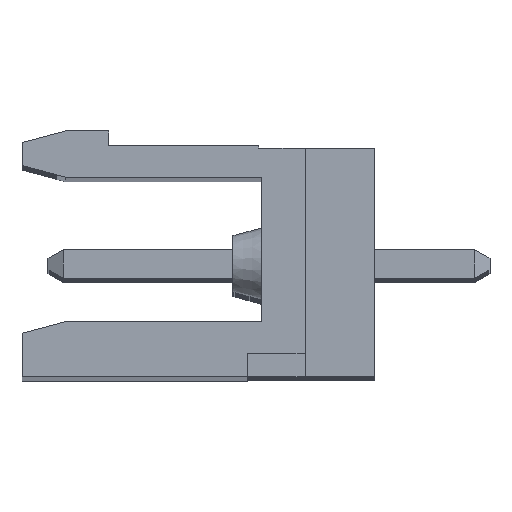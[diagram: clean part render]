
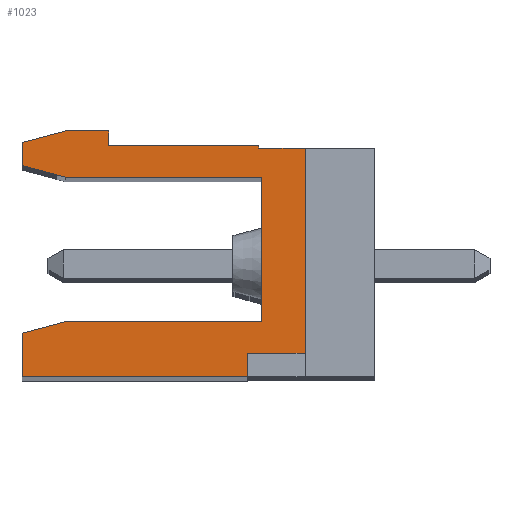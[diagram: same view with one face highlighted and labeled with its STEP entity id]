
A CAD part, top view. The second image highlights one B-rep face of the part: STEP entity #1023.
In plain terms, the highlighted planar face has unit normal (0, 0, 1).
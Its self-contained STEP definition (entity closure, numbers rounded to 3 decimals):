
#1023 = ADVANCED_FACE( '', ( #2621 ), #2622, .F. );
#2621 = FACE_OUTER_BOUND( '', #4845, .T. );
#2622 = PLANE( '', #4846 );
#4845 = EDGE_LOOP( '', ( #7900, #7901, #7902, #7903, #7904, #7905, #7906, #7907, #7908, #7909, #7910, #7911, #7912, #7913, #7914, #7915, #7916 ) );
#4846 = AXIS2_PLACEMENT_3D( '', #7917, #7918, #7919 );
#7900 = ORIENTED_EDGE( '', *, *, #13974, .T. );
#7901 = ORIENTED_EDGE( '', *, *, #13975, .T. );
#7902 = ORIENTED_EDGE( '', *, *, #13976, .F. );
#7903 = ORIENTED_EDGE( '', *, *, #13977, .T. );
#7904 = ORIENTED_EDGE( '', *, *, #13500, .F. );
#7905 = ORIENTED_EDGE( '', *, *, #13978, .F. );
#7906 = ORIENTED_EDGE( '', *, *, #13979, .F. );
#7907 = ORIENTED_EDGE( '', *, *, #13980, .T. );
#7908 = ORIENTED_EDGE( '', *, *, #13765, .F. );
#7909 = ORIENTED_EDGE( '', *, *, #13981, .F. );
#7910 = ORIENTED_EDGE( '', *, *, #13982, .F. );
#7911 = ORIENTED_EDGE( '', *, *, #13983, .F. );
#7912 = ORIENTED_EDGE( '', *, *, #13984, .F. );
#7913 = ORIENTED_EDGE( '', *, *, #13985, .F. );
#7914 = ORIENTED_EDGE( '', *, *, #13986, .F. );
#7915 = ORIENTED_EDGE( '', *, *, #13525, .F. );
#7916 = ORIENTED_EDGE( '', *, *, #13696, .T. );
#7917 = CARTESIAN_POINT( '', ( 197.225, 294.81, 46.93 ) );
#7918 = DIRECTION( '', ( 0., 0., -1. ) );
#7919 = DIRECTION( '', ( 1., 0., 0. ) );
#13500 = EDGE_CURVE( '', #16299, #16301, #16302, .T. );
#13525 = EDGE_CURVE( '', #16344, #16346, #16347, .T. );
#13696 = EDGE_CURVE( '', #16344, #16646, #16648, .T. );
#13765 = EDGE_CURVE( '', #16766, #16757, #16768, .T. );
#13974 = EDGE_CURVE( '', #16646, #17118, #17119, .T. );
#13975 = EDGE_CURVE( '', #17118, #17120, #17121, .T. );
#13976 = EDGE_CURVE( '', #17122, #17120, #17123, .T. );
#13977 = EDGE_CURVE( '', #17122, #16301, #17124, .T. );
#13978 = EDGE_CURVE( '', #17125, #16299, #17126, .T. );
#13979 = EDGE_CURVE( '', #17127, #17125, #17128, .T. );
#13980 = EDGE_CURVE( '', #17127, #16757, #17129, .T. );
#13981 = EDGE_CURVE( '', #17130, #16766, #17131, .T. );
#13982 = EDGE_CURVE( '', #17132, #17130, #17133, .T. );
#13983 = EDGE_CURVE( '', #17134, #17132, #17135, .T. );
#13984 = EDGE_CURVE( '', #17136, #17134, #17137, .T. );
#13985 = EDGE_CURVE( '', #17138, #17136, #17139, .T. );
#13986 = EDGE_CURVE( '', #16346, #17138, #17140, .T. );
#16299 = VERTEX_POINT( '', #20298 );
#16301 = VERTEX_POINT( '', #20301 );
#16302 = LINE( '', #20302, #20303 );
#16344 = VERTEX_POINT( '', #20362 );
#16346 = VERTEX_POINT( '', #20365 );
#16347 = LINE( '', #20366, #20367 );
#16646 = VERTEX_POINT( '', #20811 );
#16648 = LINE( '', #20814, #20815 );
#16757 = VERTEX_POINT( '', #20978 );
#16766 = VERTEX_POINT( '', #20991 );
#16768 = LINE( '', #20994, #20995 );
#17118 = VERTEX_POINT( '', #21506 );
#17119 = LINE( '', #21507, #21508 );
#17120 = VERTEX_POINT( '', #21509 );
#17121 = LINE( '', #21510, #21511 );
#17122 = VERTEX_POINT( '', #21512 );
#17123 = LINE( '', #21513, #21514 );
#17124 = LINE( '', #21515, #21516 );
#17125 = VERTEX_POINT( '', #21517 );
#17126 = LINE( '', #21518, #21519 );
#17127 = VERTEX_POINT( '', #21520 );
#17128 = LINE( '', #21521, #21522 );
#17129 = LINE( '', #21523, #21524 );
#17130 = VERTEX_POINT( '', #21525 );
#17131 = LINE( '', #21526, #21527 );
#17132 = VERTEX_POINT( '', #21528 );
#17133 = LINE( '', #21529, #21530 );
#17134 = VERTEX_POINT( '', #21531 );
#17135 = LINE( '', #21532, #21533 );
#17136 = VERTEX_POINT( '', #21534 );
#17137 = LINE( '', #21535, #21536 );
#17138 = VERTEX_POINT( '', #21537 );
#17139 = LINE( '', #21538, #21539 );
#17140 = LINE( '', #21540, #21541 );
#20298 = CARTESIAN_POINT( '', ( 194.225, 286.21, 46.93 ) );
#20301 = CARTESIAN_POINT( '', ( 194.225, 287.708, 46.93 ) );
#20302 = CARTESIAN_POINT( '', ( 194.225, 294.41, 46.93 ) );
#20303 = VECTOR( '', #25373, 1000. );
#20362 = CARTESIAN_POINT( '', ( 194.225, 293.51, 46.93 ) );
#20365 = CARTESIAN_POINT( '', ( 194.225, 294.31, 46.93 ) );
#20366 = CARTESIAN_POINT( '', ( 194.225, 294.41, 46.93 ) );
#20367 = VECTOR( '', #25398, 1000. );
#20811 = CARTESIAN_POINT( '', ( 195.718, 293.11, 46.93 ) );
#20814 = CARTESIAN_POINT( '', ( 196.699, 292.847, 46.93 ) );
#20815 = VECTOR( '', #25545, 1000. );
#20978 = CARTESIAN_POINT( '', ( 204.025, 287.01, 46.93 ) );
#20991 = CARTESIAN_POINT( '', ( 204.025, 294.11, 46.93 ) );
#20994 = CARTESIAN_POINT( '', ( 204.025, 286.21, 46.93 ) );
#20995 = VECTOR( '', #25602, 1000. );
#21506 = CARTESIAN_POINT( '', ( 202.525, 293.11, 46.93 ) );
#21507 = CARTESIAN_POINT( '', ( 197.225, 293.11, 46.93 ) );
#21508 = VECTOR( '', #25785, 1000. );
#21509 = CARTESIAN_POINT( '', ( 202.525, 288.11, 46.93 ) );
#21510 = CARTESIAN_POINT( '', ( 202.525, 294.81, 46.93 ) );
#21511 = VECTOR( '', #25786, 1000. );
#21512 = CARTESIAN_POINT( '', ( 195.725, 288.11, 46.93 ) );
#21513 = CARTESIAN_POINT( '', ( 197.225, 288.11, 46.93 ) );
#21514 = VECTOR( '', #25787, 1000. );
#21515 = CARTESIAN_POINT( '', ( 194.225, 287.708, 46.93 ) );
#21516 = VECTOR( '', #25788, 1000. );
#21517 = CARTESIAN_POINT( '', ( 202.025, 286.21, 46.93 ) );
#21518 = CARTESIAN_POINT( '', ( 194.225, 286.21, 46.93 ) );
#21519 = VECTOR( '', #25789, 1000. );
#21520 = CARTESIAN_POINT( '', ( 202.025, 287.01, 46.93 ) );
#21521 = CARTESIAN_POINT( '', ( 202.025, 294.81, 46.93 ) );
#21522 = VECTOR( '', #25790, 1000. );
#21523 = CARTESIAN_POINT( '', ( 197.225, 287.01, 46.93 ) );
#21524 = VECTOR( '', #25791, 1000. );
#21525 = CARTESIAN_POINT( '', ( 202.425, 294.11, 46.93 ) );
#21526 = CARTESIAN_POINT( '', ( 204.025, 294.11, 46.93 ) );
#21527 = VECTOR( '', #25792, 1000. );
#21528 = CARTESIAN_POINT( '', ( 202.425, 294.21, 46.93 ) );
#21529 = CARTESIAN_POINT( '', ( 202.425, 294.11, 46.93 ) );
#21530 = VECTOR( '', #25793, 1000. );
#21531 = CARTESIAN_POINT( '', ( 197.225, 294.21, 46.93 ) );
#21532 = CARTESIAN_POINT( '', ( 202.425, 294.21, 46.93 ) );
#21533 = VECTOR( '', #25794, 1000. );
#21534 = CARTESIAN_POINT( '', ( 197.225, 294.71, 46.93 ) );
#21535 = CARTESIAN_POINT( '', ( 197.225, 294.31, 46.93 ) );
#21536 = VECTOR( '', #25795, 1000. );
#21537 = CARTESIAN_POINT( '', ( 195.718, 294.71, 46.93 ) );
#21538 = CARTESIAN_POINT( '', ( 197.225, 294.71, 46.93 ) );
#21539 = VECTOR( '', #25796, 1000. );
#21540 = CARTESIAN_POINT( '', ( 195.718, 294.71, 46.93 ) );
#21541 = VECTOR( '', #25797, 1000. );
#25373 = DIRECTION( '', ( 0., 1., 0. ) );
#25398 = DIRECTION( '', ( 0., 1., 0. ) );
#25545 = DIRECTION( '', ( 0.966, -0.259, 0. ) );
#25602 = DIRECTION( '', ( 0., -1., 0. ) );
#25785 = DIRECTION( '', ( 1., 0., 0. ) );
#25786 = DIRECTION( '', ( 0., -1., 0. ) );
#25787 = DIRECTION( '', ( 1., 0., 0. ) );
#25788 = DIRECTION( '', ( -0.966, -0.259, 0. ) );
#25789 = DIRECTION( '', ( -1., 0., 0. ) );
#25790 = DIRECTION( '', ( 0., -1., 0. ) );
#25791 = DIRECTION( '', ( 1., 0., 0. ) );
#25792 = DIRECTION( '', ( 1., 0., 0. ) );
#25793 = DIRECTION( '', ( 0., -1., 0. ) );
#25794 = DIRECTION( '', ( 1., 0., 0. ) );
#25795 = DIRECTION( '', ( 0., -1., 0. ) );
#25796 = DIRECTION( '', ( 1., 0., 0. ) );
#25797 = DIRECTION( '', ( 0.966, 0.259, 0. ) );
